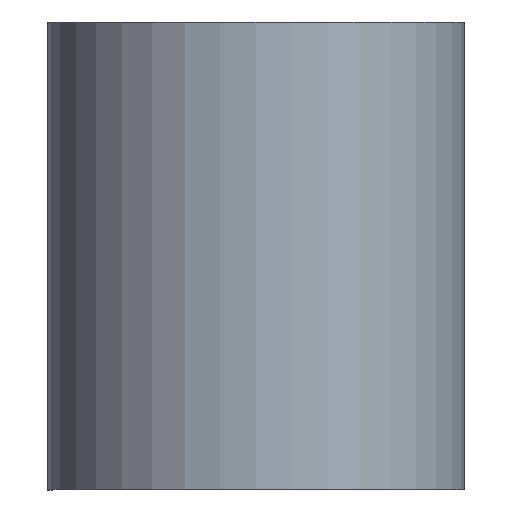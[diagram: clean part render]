
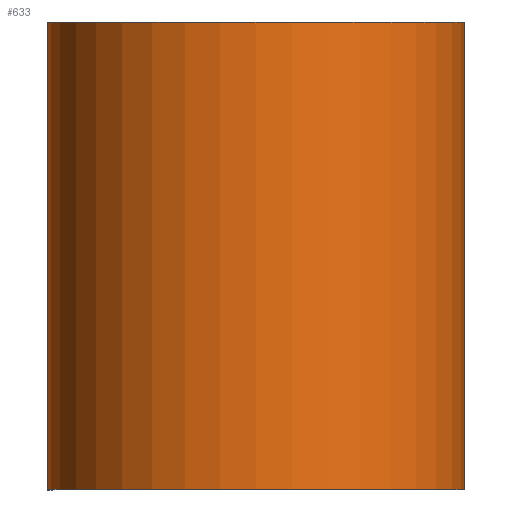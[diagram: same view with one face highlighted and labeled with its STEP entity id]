
A CAD part, top view. The second image highlights one B-rep face of the part: STEP entity #633.
In plain terms, the highlighted cylindrical face has radius 22.3 mm (diameter 44.6 mm), a partial arc.
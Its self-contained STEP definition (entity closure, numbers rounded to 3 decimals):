
#110 = DIRECTION ( 'NONE',  ( 1., 0., 0. ) ) ;
#168 = VERTEX_POINT ( 'NONE', #1168 ) ;
#195 = DIRECTION ( 'NONE',  ( 1., 0., 0. ) ) ;
#230 = EDGE_LOOP ( 'NONE', ( #326, #743, #284, #2048 ) ) ;
#284 = ORIENTED_EDGE ( 'NONE', *, *, #1197, .T. ) ;
#326 = ORIENTED_EDGE ( 'NONE', *, *, #1576, .F. ) ;
#336 = EDGE_CURVE ( 'NONE', #168, #907, #2087, .T. ) ;
#378 = FACE_OUTER_BOUND ( 'NONE', #230, .T. ) ;
#395 = CARTESIAN_POINT ( 'NONE',  ( -22.55, 50., 0. ) ) ;
#401 = VECTOR ( 'NONE', #525, 1000. ) ;
#525 = DIRECTION ( 'NONE',  ( 0., -1., 0. ) ) ;
#528 = VERTEX_POINT ( 'NONE', #977 ) ;
#539 = CYLINDRICAL_SURFACE ( 'NONE', #937, 22.3 ) ;
#558 = LINE ( 'NONE', #1232, #401 ) ;
#589 = CIRCLE ( 'NONE', #1179, 22.3 ) ;
#598 = DIRECTION ( 'NONE',  ( 0., -1., 0. ) ) ;
#633 = ADVANCED_FACE ( 'NONE', ( #378 ), #539, .T. ) ;
#689 = CARTESIAN_POINT ( 'NONE',  ( 22.05, 50., 0. ) ) ;
#706 = DIRECTION ( 'NONE',  ( 0., -1., 0. ) ) ;
#743 = ORIENTED_EDGE ( 'NONE', *, *, #1032, .F. ) ;
#746 = CARTESIAN_POINT ( 'NONE',  ( -0.25, 50., 0. ) ) ;
#874 = CARTESIAN_POINT ( 'NONE',  ( -0.25, 0., 0. ) ) ;
#907 = VERTEX_POINT ( 'NONE', #2027 ) ;
#937 = AXIS2_PLACEMENT_3D ( 'NONE', #746, #2166, #1618 ) ;
#951 = DIRECTION ( 'NONE',  ( 0., -1., 0. ) ) ;
#977 = CARTESIAN_POINT ( 'NONE',  ( 22.05, 0., 0. ) ) ;
#1032 = EDGE_CURVE ( 'NONE', #1533, #528, #558, .T. ) ;
#1168 = CARTESIAN_POINT ( 'NONE',  ( -22.55, 50., 0. ) ) ;
#1179 = AXIS2_PLACEMENT_3D ( 'NONE', #874, #706, #195 ) ;
#1197 = EDGE_CURVE ( 'NONE', #1533, #168, #1923, .T. ) ;
#1232 = CARTESIAN_POINT ( 'NONE',  ( 22.05, 50., 0. ) ) ;
#1398 = AXIS2_PLACEMENT_3D ( 'NONE', #1459, #598, #110 ) ;
#1453 = VECTOR ( 'NONE', #951, 1000. ) ;
#1459 = CARTESIAN_POINT ( 'NONE',  ( -0.25, 50., 0. ) ) ;
#1533 = VERTEX_POINT ( 'NONE', #689 ) ;
#1576 = EDGE_CURVE ( 'NONE', #528, #907, #589, .T. ) ;
#1618 = DIRECTION ( 'NONE',  ( 0., 0., -1. ) ) ;
#1923 = CIRCLE ( 'NONE', #1398, 22.3 ) ;
#2027 = CARTESIAN_POINT ( 'NONE',  ( -22.55, 0., 0. ) ) ;
#2048 = ORIENTED_EDGE ( 'NONE', *, *, #336, .T. ) ;
#2087 = LINE ( 'NONE', #395, #1453 ) ;
#2166 = DIRECTION ( 'NONE',  ( 0., -1., 0. ) ) ;
